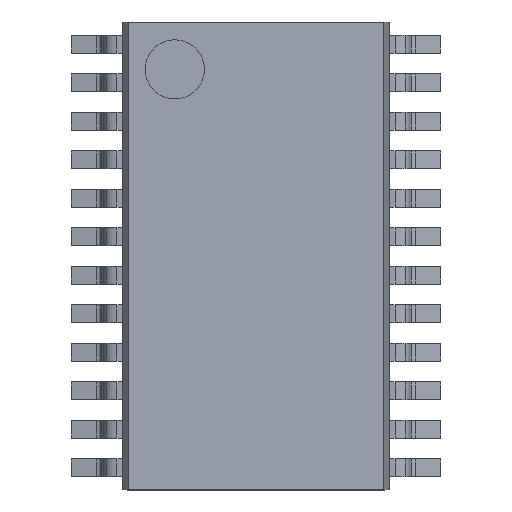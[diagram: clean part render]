
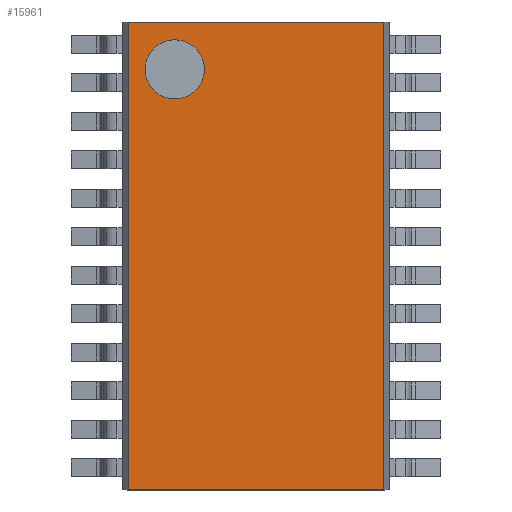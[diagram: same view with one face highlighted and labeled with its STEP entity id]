
A CAD part, top view. The second image highlights one B-rep face of the part: STEP entity #15961.
In plain terms, the highlighted planar face has unit normal (0, 0, 1).
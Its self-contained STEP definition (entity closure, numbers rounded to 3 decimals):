
#15609=CARTESIAN_POINT('',(-0.871,3.15,1.2));
#15610=VERTEX_POINT('',#15609);
#15626=CARTESIAN_POINT('',(-1.871,3.15,1.2));
#15627=VERTEX_POINT('',#15626);
#15634=CARTESIAN_POINT('',(-1.371,3.15,1.2));
#15635=DIRECTION('',(0.0,0.0,-1.0));
#15636=DIRECTION('',(1.0,0.0,0.0));
#15637=AXIS2_PLACEMENT_3D('',#15634,#15635,#15636);
#15638=CIRCLE('',#15637,0.5);
#15639=EDGE_CURVE('',#15610,#15627,#15638,.T.);
#15651=CARTESIAN_POINT('',(2.153,3.95,1.2));
#15652=VERTEX_POINT('',#15651);
#15659=CARTESIAN_POINT('',(2.153,-3.95,1.2));
#15660=VERTEX_POINT('',#15659);
#15661=CARTESIAN_POINT('',(2.153,-3.95,1.2));
#15662=DIRECTION('',(0.0,1.0,0.0));
#15663=VECTOR('',#15662,7.9);
#15664=LINE('',#15661,#15663);
#15665=EDGE_CURVE('',#15660,#15652,#15664,.T.);
#15706=CARTESIAN_POINT('',(-2.153,-3.95,1.2));
#15707=VERTEX_POINT('',#15706);
#15708=CARTESIAN_POINT('',(2.153,-3.95,1.2));
#15709=DIRECTION('',(-1.0,0.0,0.0));
#15710=VECTOR('',#15709,4.306);
#15711=LINE('',#15708,#15710);
#15712=EDGE_CURVE('',#15660,#15707,#15711,.T.);
#15752=CARTESIAN_POINT('',(-2.153,3.95,1.2));
#15753=VERTEX_POINT('',#15752);
#15769=CARTESIAN_POINT('',(-2.153,3.95,1.2));
#15770=DIRECTION('',(0.0,-1.0,0.0));
#15771=VECTOR('',#15770,7.9);
#15772=LINE('',#15769,#15771);
#15773=EDGE_CURVE('',#15707,#15753,#15772,.F.);
#15822=CARTESIAN_POINT('',(2.153,3.95,1.2));
#15823=DIRECTION('',(-1.0,0.0,0.0));
#15824=VECTOR('',#15823,4.306);
#15825=LINE('',#15822,#15824);
#15826=EDGE_CURVE('',#15652,#15753,#15825,.T.);
#15918=CARTESIAN_POINT('',(-1.371,3.15,1.2));
#15919=DIRECTION('',(0.0,0.0,-1.0));
#15920=DIRECTION('',(1.0,0.0,0.0));
#15921=AXIS2_PLACEMENT_3D('',#15918,#15919,#15920);
#15922=CIRCLE('',#15921,0.5);
#15923=EDGE_CURVE('',#15627,#15610,#15922,.T.);
#15946=CARTESIAN_POINT('',(2.171,-3.95,1.2));
#15947=DIRECTION('',(0.0,0.0,1.0));
#15948=DIRECTION('',(0.0,-1.0,0.0));
#15949=AXIS2_PLACEMENT_3D('',#15946,#15947,#15948);
#15950=PLANE('',#15949);
#15951=ORIENTED_EDGE('',*,*,#15826,.T.);
#15952=ORIENTED_EDGE('',*,*,#15773,.F.);
#15953=ORIENTED_EDGE('',*,*,#15712,.F.);
#15954=ORIENTED_EDGE('',*,*,#15665,.T.);
#15955=EDGE_LOOP('',(#15951,#15952,#15953,#15954));
#15956=FACE_OUTER_BOUND('',#15955,.T.);
#15957=ORIENTED_EDGE('',*,*,#15639,.T.);
#15958=ORIENTED_EDGE('',*,*,#15923,.T.);
#15959=EDGE_LOOP('',(#15957,#15958));
#15960=FACE_BOUND('',#15959,.T.);
#15961=ADVANCED_FACE('',(#15956,#15960),#15950,.T.);
